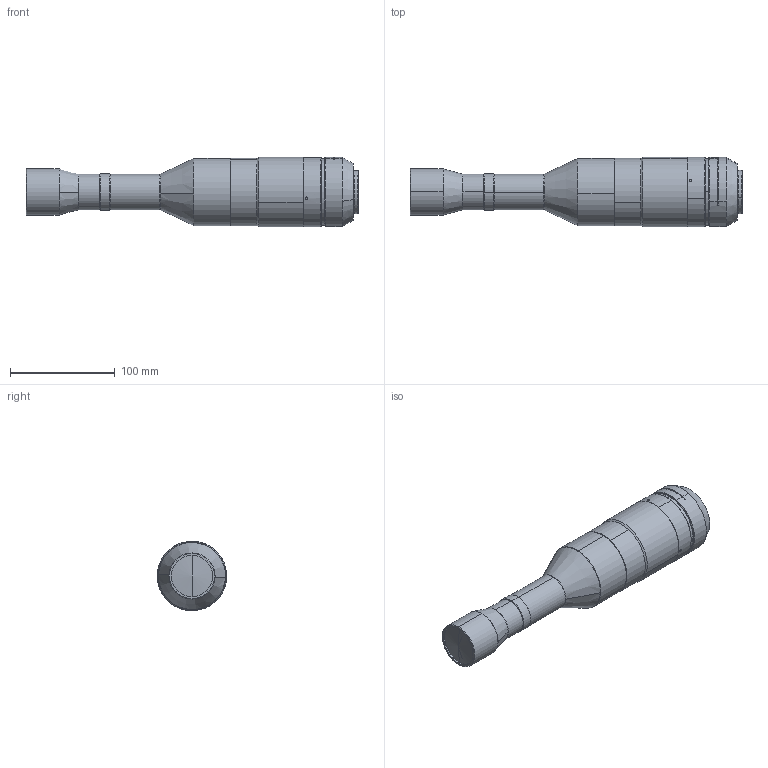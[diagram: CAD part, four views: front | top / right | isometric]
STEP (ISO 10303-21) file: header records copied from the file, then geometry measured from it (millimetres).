
FILE_DESCRIPTION (( 'STEP AP203' ), '1' );
FILE_NAME ('DTCA175-15.7-M42-AL.STEP', '2021-01-28T07:09:59', ( '' ), ( '' ), 'SwSTEP 2.0', 'SolidWorks 2017', '' );
FILE_SCHEMA (( 'CONFIG_CONTROL_DESIGN' ));
Length unit declared in the file: millimetre
Products named in the file (1): DTCA175-15.7-M42-AL
Bounding box: 316.37 x 66 x 66 mm (x, y, z)
Volume: 707405 mm3; surface area: 57879.3 mm2
Topology: 1 solids, 2 shells, 107 faces, 246 edges, 152 vertices
Faces by surface type: cylinder 47, cone 32, plane 20, torus 4, bspline 4
Entity records: 3425 total; most frequent: CARTESIAN_POINT 899, DIRECTION 554, ORIENTED_EDGE 484, EDGE_CURVE 242, AXIS2_PLACEMENT_3D 231, VERTEX_POINT 152, CIRCLE 127, EDGE_LOOP 120
